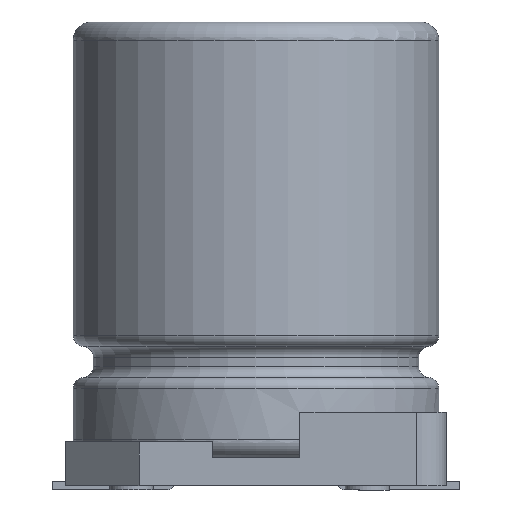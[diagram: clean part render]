
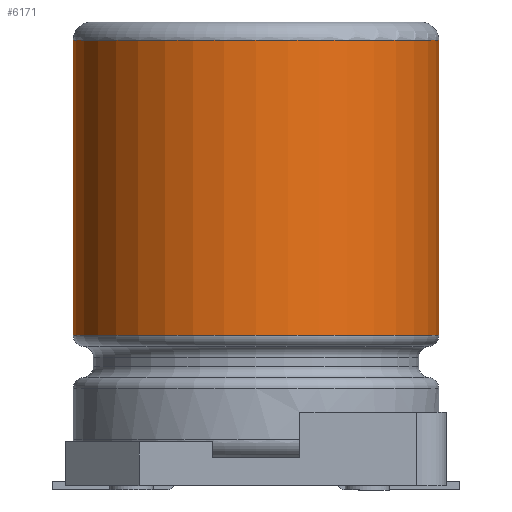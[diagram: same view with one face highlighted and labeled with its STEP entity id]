
A CAD part, front view. The second image highlights one B-rep face of the part: STEP entity #6171.
In plain terms, the highlighted cylindrical face has radius 6.25 mm (diameter 12.5 mm), a full revolution.
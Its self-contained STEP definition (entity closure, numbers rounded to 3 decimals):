
#46=CIRCLE('',#6426,6.25);
#47=CIRCLE('',#6428,6.25);
#141=CYLINDRICAL_SURFACE('',#6427,6.25);
#1648=ORIENTED_EDGE('',*,*,#2741,.T.);
#1649=ORIENTED_EDGE('',*,*,#2742,.T.);
#2741=EDGE_CURVE('',#3288,#3288,#46,.T.);
#2742=EDGE_CURVE('',#3289,#3289,#47,.T.);
#3288=VERTEX_POINT('',#9245);
#3289=VERTEX_POINT('',#9248);
#3777=EDGE_LOOP('',(#1648));
#3778=EDGE_LOOP('',(#1649));
#4082=FACE_BOUND('',#3777,.T.);
#4083=FACE_BOUND('',#3778,.T.);
#6171=ADVANCED_FACE('',(#4082,#4083),#141,.T.);
#6426=AXIS2_PLACEMENT_3D('',#9244,#7044,#7045);
#6427=AXIS2_PLACEMENT_3D('',#9246,#7046,#7047);
#6428=AXIS2_PLACEMENT_3D('',#9247,#7048,#7049);
#7044=DIRECTION('',(0.,0.,1.));
#7045=DIRECTION('',(0.,-1.,0.));
#7046=DIRECTION('',(0.,0.,1.));
#7047=DIRECTION('',(0.,-1.,0.));
#7048=DIRECTION('',(0.,0.,-1.));
#7049=DIRECTION('',(0.,1.,0.));
#9244=CARTESIAN_POINT('',(0.,0.,5.135));
#9245=CARTESIAN_POINT('',(0.,-6.25,5.135));
#9246=CARTESIAN_POINT('',(0.,0.,10.85));
#9247=CARTESIAN_POINT('',(0.,0.,15.225));
#9248=CARTESIAN_POINT('',(0.,6.25,15.225));
